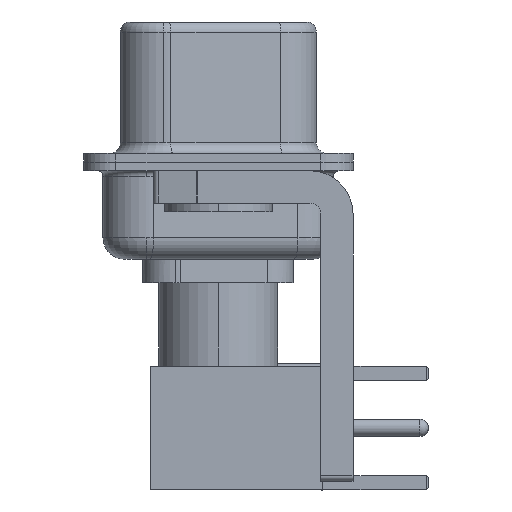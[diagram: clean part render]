
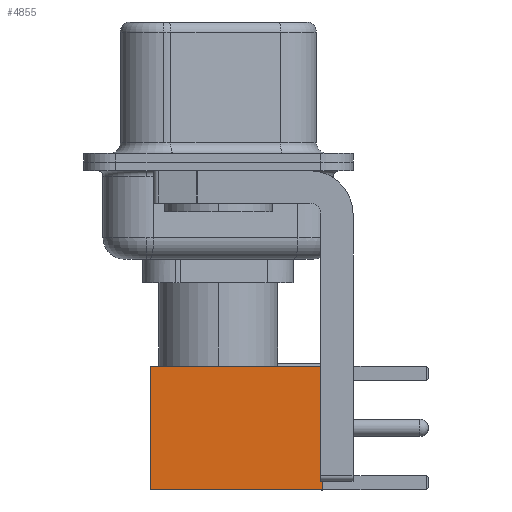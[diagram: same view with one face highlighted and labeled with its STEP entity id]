
A CAD part, left-side view. The second image highlights one B-rep face of the part: STEP entity #4855.
In plain terms, the highlighted face is planar.
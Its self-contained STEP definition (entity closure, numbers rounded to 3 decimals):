
#540 = DIRECTION ( 'NONE',  ( 0., 0., -1. ) ) ;
#677 = AXIS2_PLACEMENT_3D ( 'NONE', #8632, #6793, #8912 ) ;
#925 = ORIENTED_EDGE ( 'NONE', *, *, #26342, .F. ) ;
#1618 = LINE ( 'NONE', #16855, #25328 ) ;
#2730 = VECTOR ( 'NONE', #5706, 1000. ) ;
#4855 = ADVANCED_FACE ( 'NONE', ( #25729 ), #17478, .T. ) ;
#5552 = CARTESIAN_POINT ( 'NONE',  ( 0., 2.875, 0. ) ) ;
#5706 = DIRECTION ( 'NONE',  ( -1., 0., 0. ) ) ;
#6314 = VERTEX_POINT ( 'NONE', #14924 ) ;
#6793 = DIRECTION ( 'NONE',  ( 0., 1., 0. ) ) ;
#7686 = EDGE_CURVE ( 'NONE', #6314, #8245, #16031, .T. ) ;
#7716 = CARTESIAN_POINT ( 'NONE',  ( 2.875, 2.875, 0. ) ) ;
#7989 = ORIENTED_EDGE ( 'NONE', *, *, #8304, .T. ) ;
#8245 = VERTEX_POINT ( 'NONE', #27951 ) ;
#8304 = EDGE_CURVE ( 'NONE', #14047, #9890, #1618, .T. ) ;
#8632 = CARTESIAN_POINT ( 'NONE',  ( 2.875, 2.875, 0. ) ) ;
#8912 = DIRECTION ( 'NONE',  ( 0., 0., 1. ) ) ;
#8975 = VECTOR ( 'NONE', #540, 1000. ) ;
#9890 = VERTEX_POINT ( 'NONE', #7716 ) ;
#11944 = EDGE_CURVE ( 'NONE', #9890, #8245, #22940, .T. ) ;
#13835 = ORIENTED_EDGE ( 'NONE', *, *, #11944, .T. ) ;
#14047 = VERTEX_POINT ( 'NONE', #23206 ) ;
#14462 = ORIENTED_EDGE ( 'NONE', *, *, #7686, .F. ) ;
#14924 = CARTESIAN_POINT ( 'NONE',  ( -2.875, 2.875, 8. ) ) ;
#16031 = LINE ( 'NONE', #17643, #8975 ) ;
#16855 = CARTESIAN_POINT ( 'NONE',  ( 2.875, 2.875, 0. ) ) ;
#17478 = PLANE ( 'NONE',  #677 ) ;
#17643 = CARTESIAN_POINT ( 'NONE',  ( -2.875, 2.875, 0. ) ) ;
#18687 = LINE ( 'NONE', #27352, #2730 ) ;
#19347 = VECTOR ( 'NONE', #23087, 1000. ) ;
#22940 = LINE ( 'NONE', #5552, #19347 ) ;
#23087 = DIRECTION ( 'NONE',  ( -1., 0., 0. ) ) ;
#23206 = CARTESIAN_POINT ( 'NONE',  ( 2.875, 2.875, 8. ) ) ;
#23729 = EDGE_LOOP ( 'NONE', ( #7989, #13835, #14462, #925 ) ) ;
#23837 = DIRECTION ( 'NONE',  ( 0., 0., -1. ) ) ;
#25328 = VECTOR ( 'NONE', #23837, 1000. ) ;
#25729 = FACE_OUTER_BOUND ( 'NONE', #23729, .T. ) ;
#26342 = EDGE_CURVE ( 'NONE', #14047, #6314, #18687, .T. ) ;
#27352 = CARTESIAN_POINT ( 'NONE',  ( 0., 2.875, 8. ) ) ;
#27951 = CARTESIAN_POINT ( 'NONE',  ( -2.875, 2.875, 0. ) ) ;
